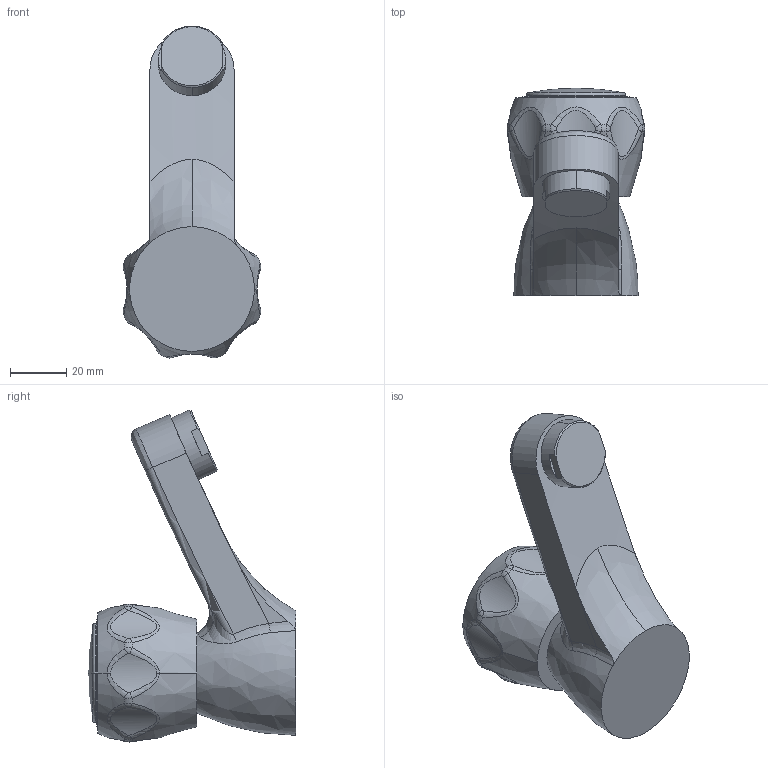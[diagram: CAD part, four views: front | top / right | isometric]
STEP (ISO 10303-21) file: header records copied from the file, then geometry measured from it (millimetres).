
FILE_DESCRIPTION((''),'2;1');
FILE_NAME('DA093CR','2021-11-09T12:58:19',('ut3'),('PAFFONI SpA'),'CREO PARAMETRIC BY PTC INC, 2020044','CREO PARAMETRIC BY PTC INC, 2020044','');
FILE_SCHEMA(('CONFIG_CONTROL_DESIGN','SHAPE_APPEARANCE_LAYERS_GROUPS'));
Length unit declared in the file: millimetre
Products named in the file (1): DA093CR
Bounding box: 49.25 x 74 x 118.51 mm (x, y, z)
Volume: 146128.3 mm3; surface area: 20749.4 mm2
Topology: 1 solids, 1 shells, 99 faces, 231 edges, 134 vertices
Faces by surface type: bspline 51, cylinder 15, torus 14, plane 11, cone 6, sphere 2
Entity records: 8084 total; most frequent: CARTESIAN_POINT 5438, ORIENTED_EDGE 454, DIRECTION 316, EDGE_CURVE 227, AXIS2_PLACEMENT_3D 149, VERTEX_POINT 134, B_SPLINE_CURVE_WITH_KNOTS 108, EDGE_LOOP 103
